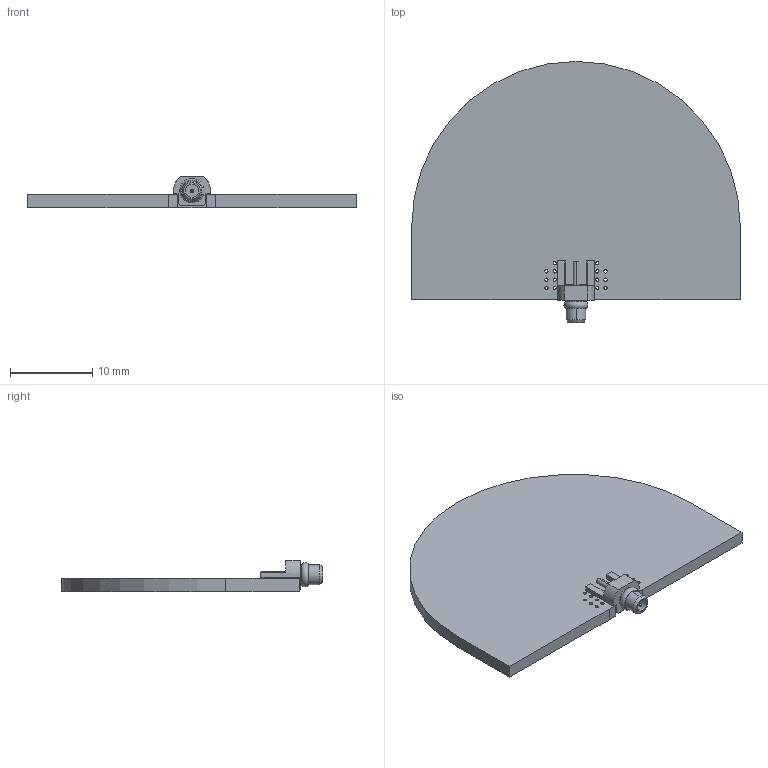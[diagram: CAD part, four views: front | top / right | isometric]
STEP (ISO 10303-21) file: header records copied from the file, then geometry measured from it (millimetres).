
FILE_DESCRIPTION(('KiCad electronic assembly'),'2;1');
FILE_NAME('uwb_antenna.stp','2017-12-05T16:00:21',('An Author'),( 'A Company'),'Open CASCADE STEP processor 6.9', 'KiCad to STEP converter','Unknown');
FILE_SCHEMA(('AUTOMOTIVE_DESIGN { 1 0 10303 214 1 1 1 1 }'));
Length unit declared in the file: millimetre
Products named in the file (4): Open CASCADE STEP translator 6.9 1; 734150991; SOLID; COMPOUND
Assembly tree (3 placements, depth 3):
  Open CASCADE STEP translator 6.9 1
    734150991
      SOLID
    COMPOUND
Bounding box: 40 x 31.8 x 3.8 mm (x, y, z)
Volume: 1605.6 mm3; surface area: 2307.2 mm2
Topology: 2 solids, 2 shells, 76 faces, 200 edges, 132 vertices
Faces by surface type: cylinder 38, plane 33, cone 4, torus 1
Full cylindrical faces by diameter (mm): 0.4 x20
Entity records: 5429 total; most frequent: CARTESIAN_POINT 1208, DIRECTION 808, LINE 408, VECTOR 408, ORIENTED_EDGE 400, PCURVE 400, DEFINITIONAL_REPRESENTATION 400, EDGE_CURVE 200
